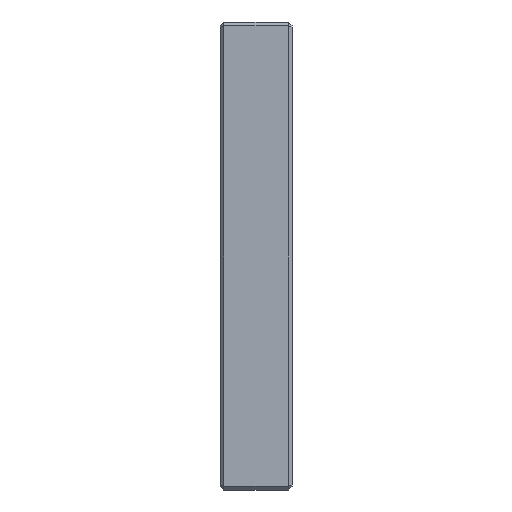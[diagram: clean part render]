
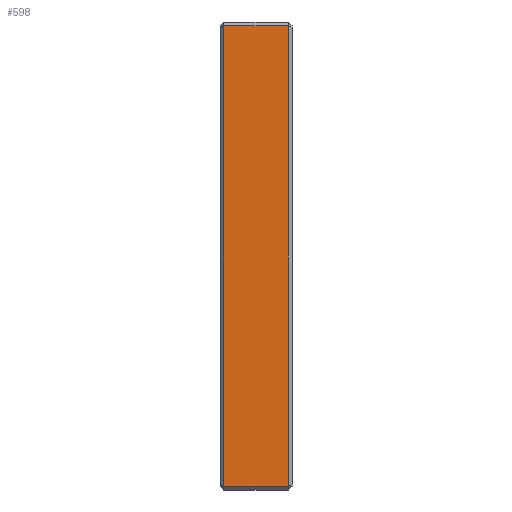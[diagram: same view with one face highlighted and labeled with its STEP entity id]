
A CAD part, left-side view. The second image highlights one B-rep face of the part: STEP entity #598.
In plain terms, the highlighted planar face has unit normal (-1, 0, 0).
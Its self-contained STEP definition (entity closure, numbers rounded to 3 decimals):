
#27 = DIRECTION ( 'NONE',  ( 0., -1., 0. ) ) ;
#100 = LINE ( 'NONE', #605, #999 ) ;
#179 = ORIENTED_EDGE ( 'NONE', *, *, #880, .T. ) ;
#230 = VECTOR ( 'NONE', #429, 1000. ) ;
#270 = LINE ( 'NONE', #298, #230 ) ;
#298 = CARTESIAN_POINT ( 'NONE',  ( -32.5, 4.5, -32. ) ) ;
#360 = VERTEX_POINT ( 'NONE', #1414 ) ;
#388 = ORIENTED_EDGE ( 'NONE', *, *, #1657, .T. ) ;
#397 = EDGE_LOOP ( 'NONE', ( #871, #388, #1476, #179 ) ) ;
#407 = LINE ( 'NONE', #786, #1108 ) ;
#427 = DIRECTION ( 'NONE',  ( 0., 1., 0. ) ) ;
#429 = DIRECTION ( 'NONE',  ( 0., 0., -1. ) ) ;
#587 = CARTESIAN_POINT ( 'NONE',  ( -32.5, 5., 32. ) ) ;
#598 = ADVANCED_FACE ( 'NONE', ( #717 ), #1098, .F. ) ;
#605 = CARTESIAN_POINT ( 'NONE',  ( -32.5, -4.5, -32.5 ) ) ;
#717 = FACE_OUTER_BOUND ( 'NONE', #397, .T. ) ;
#786 = CARTESIAN_POINT ( 'NONE',  ( -32.5, 5., -32. ) ) ;
#871 = ORIENTED_EDGE ( 'NONE', *, *, #1375, .T. ) ;
#880 = EDGE_CURVE ( 'NONE', #360, #1501, #270, .T. ) ;
#884 = CARTESIAN_POINT ( 'NONE',  ( -32.5, -4.5, -32. ) ) ;
#948 = DIRECTION ( 'NONE',  ( 1., 0., 0. ) ) ;
#965 = CARTESIAN_POINT ( 'NONE',  ( -32.5, 4.5, -32. ) ) ;
#999 = VECTOR ( 'NONE', #1514, 1000. ) ;
#1025 = VECTOR ( 'NONE', #427, 1000. ) ;
#1098 = PLANE ( 'NONE',  #1531 ) ;
#1108 = VECTOR ( 'NONE', #27, 1000. ) ;
#1225 = DIRECTION ( 'NONE',  ( 0., 0., -1. ) ) ;
#1375 = EDGE_CURVE ( 'NONE', #1501, #1660, #407, .T. ) ;
#1414 = CARTESIAN_POINT ( 'NONE',  ( -32.5, 4.5, 32. ) ) ;
#1476 = ORIENTED_EDGE ( 'NONE', *, *, #1512, .T. ) ;
#1487 = LINE ( 'NONE', #587, #1025 ) ;
#1501 = VERTEX_POINT ( 'NONE', #965 ) ;
#1512 = EDGE_CURVE ( 'NONE', #1559, #360, #1487, .T. ) ;
#1514 = DIRECTION ( 'NONE',  ( 0., 0., 1. ) ) ;
#1526 = CARTESIAN_POINT ( 'NONE',  ( -32.5, -4.5, 32. ) ) ;
#1531 = AXIS2_PLACEMENT_3D ( 'NONE', #1614, #948, #1225 ) ;
#1559 = VERTEX_POINT ( 'NONE', #1526 ) ;
#1614 = CARTESIAN_POINT ( 'NONE',  ( -32.5, 5., -32.5 ) ) ;
#1657 = EDGE_CURVE ( 'NONE', #1660, #1559, #100, .T. ) ;
#1660 = VERTEX_POINT ( 'NONE', #884 ) ;
